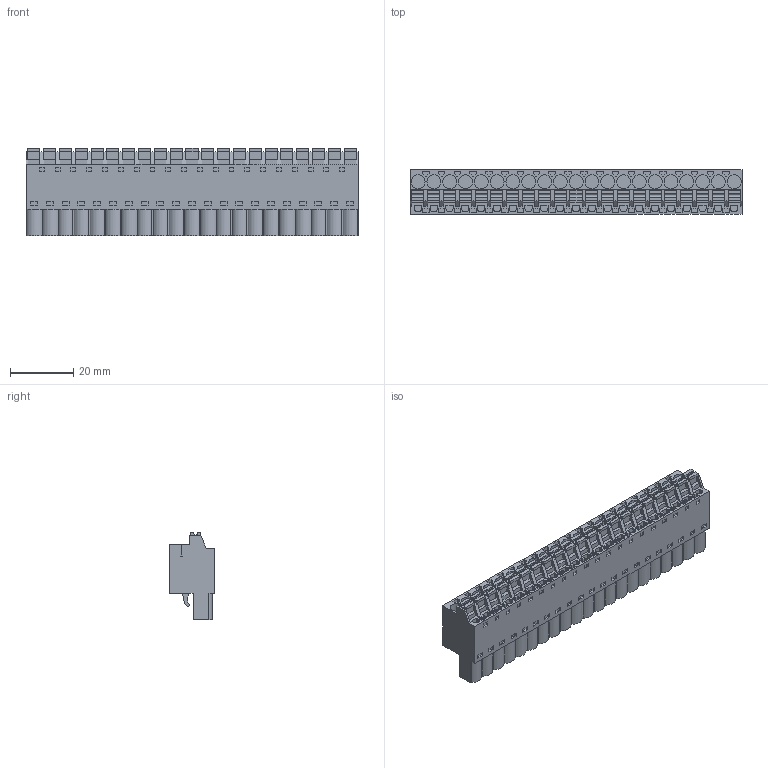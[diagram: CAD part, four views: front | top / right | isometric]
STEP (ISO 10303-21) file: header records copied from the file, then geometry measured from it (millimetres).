
FILE_DESCRIPTION(('CATIA V5 STEP Exchange','CAx-IF Rec.Pracs.--- Model Styling and Organization---1.2---2011-12-15'),'2;1');
FILE_NAME ('D1449815_0_1211780000_1211780000.stp','2017-04-27T12:32:09+00:00',('none'),('Weidmueller'),'CATIA Version 5-6 Release 2014','CATIA V5 STEP AP214','none');
FILE_SCHEMA(('AUTOMOTIVE_DESIGN { 1 0 10303 214 1 1 1 1 }'));
Products named in the file (1): 1211780000
Bounding box: 105 x 14.2 x 27.73 mm (x, y, z)
Volume: 26299.3 mm3; surface area: 13739.6 mm2
Topology: 22 solids, 22 shells, 1737 faces, 5080 edges, 3554 vertices
Faces by surface type: plane 1582, cylinder 151, extrusion 4
Entity records: 55664 total; most frequent: ORIENTED_EDGE 10160, CARTESIAN_POINT 9870, DIRECTION 7222, EDGE_CURVE 5080, VECTOR 4733, LINE 4729, VERTEX_POINT 3554, EDGE_LOOP 1944
